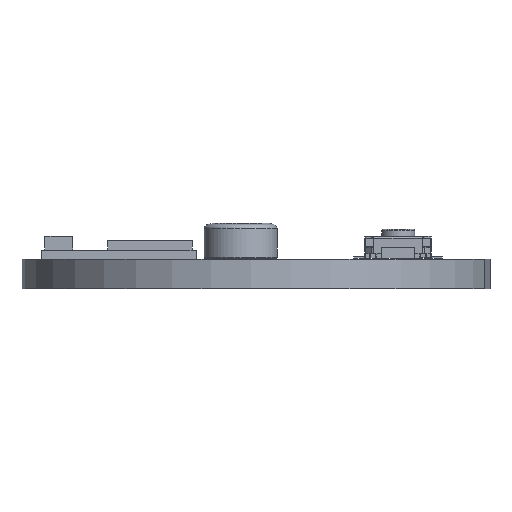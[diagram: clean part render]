
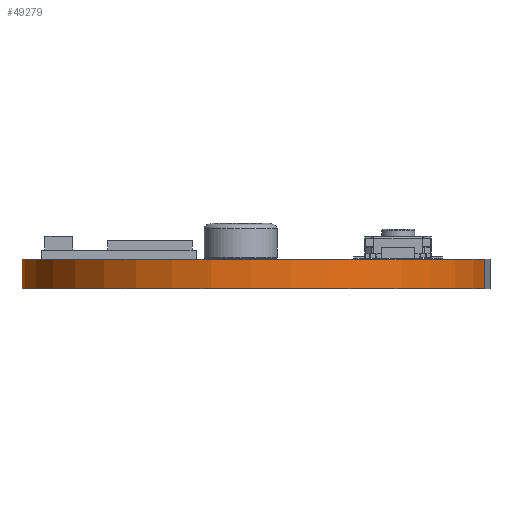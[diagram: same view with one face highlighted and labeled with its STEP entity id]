
A CAD part, front view. The second image highlights one B-rep face of the part: STEP entity #49279.
In plain terms, the highlighted cylindrical face has radius 12.7 mm (diameter 25.4 mm), a partial arc.
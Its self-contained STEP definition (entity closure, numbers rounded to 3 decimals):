
#49279 = ADVANCED_FACE('',(#49280),#49294,.T.);
#49280 = FACE_BOUND('',#49281,.F.);
#49281 = EDGE_LOOP('',(#49282,#49317,#49346,#49369));
#49282 = ORIENTED_EDGE('',*,*,#49283,.T.);
#49283 = EDGE_CURVE('',#49284,#49286,#49288,.T.);
#49284 = VERTEX_POINT('',#49285);
#49285 = CARTESIAN_POINT('',(-12.7,0.,0.));
#49286 = VERTEX_POINT('',#49287);
#49287 = CARTESIAN_POINT('',(-12.7,0.,1.6));
#49288 = SURFACE_CURVE('',#49289,(#49293,#49305),.PCURVE_S1.);
#49289 = LINE('',#49290,#49291);
#49290 = CARTESIAN_POINT('',(-12.7,0.,0.));
#49291 = VECTOR('',#49292,1.);
#49292 = DIRECTION('',(0.,0.,1.));
#49293 = PCURVE('',#49294,#49299);
#49294 = CYLINDRICAL_SURFACE('',#49295,12.7);
#49295 = AXIS2_PLACEMENT_3D('',#49296,#49297,#49298);
#49296 = CARTESIAN_POINT('',(0.,0.,0.));
#49297 = DIRECTION('',(-0.,-0.,-1.));
#49298 = DIRECTION('',(1.,0.,-0.));
#49299 = DEFINITIONAL_REPRESENTATION('',(#49300),#49304);
#49300 = LINE('',#49301,#49302);
#49301 = CARTESIAN_POINT('',(-3.142,0.));
#49302 = VECTOR('',#49303,1.);
#49303 = DIRECTION('',(-0.,-1.));
#49304 = ( GEOMETRIC_REPRESENTATION_CONTEXT(2) 
PARAMETRIC_REPRESENTATION_CONTEXT() REPRESENTATION_CONTEXT('2D SPACE',''
  ) );
#49305 = PCURVE('',#49306,#49311);
#49306 = CYLINDRICAL_SURFACE('',#49307,12.7);
#49307 = AXIS2_PLACEMENT_3D('',#49308,#49309,#49310);
#49308 = CARTESIAN_POINT('',(0.,0.,0.));
#49309 = DIRECTION('',(-0.,-0.,-1.));
#49310 = DIRECTION('',(1.,0.,-0.));
#49311 = DEFINITIONAL_REPRESENTATION('',(#49312),#49316);
#49312 = LINE('',#49313,#49314);
#49313 = CARTESIAN_POINT('',(-9.425,0.));
#49314 = VECTOR('',#49315,1.);
#49315 = DIRECTION('',(-0.,-1.));
#49316 = ( GEOMETRIC_REPRESENTATION_CONTEXT(2) 
PARAMETRIC_REPRESENTATION_CONTEXT() REPRESENTATION_CONTEXT('2D SPACE',''
  ) );
#49317 = ORIENTED_EDGE('',*,*,#49318,.T.);
#49318 = EDGE_CURVE('',#49286,#49319,#49321,.T.);
#49319 = VERTEX_POINT('',#49320);
#49320 = CARTESIAN_POINT('',(12.41,-2.7,1.6));
#49321 = SURFACE_CURVE('',#49322,(#49327,#49334),.PCURVE_S1.);
#49322 = CIRCLE('',#49323,12.7);
#49323 = AXIS2_PLACEMENT_3D('',#49324,#49325,#49326);
#49324 = CARTESIAN_POINT('',(0.,0.,1.6)
  );
#49325 = DIRECTION('',(0.,0.,1.));
#49326 = DIRECTION('',(1.,0.,-0.));
#49327 = PCURVE('',#49294,#49328);
#49328 = DEFINITIONAL_REPRESENTATION('',(#49329),#49333);
#49329 = LINE('',#49330,#49331);
#49330 = CARTESIAN_POINT('',(-0.,-1.6));
#49331 = VECTOR('',#49332,1.);
#49332 = DIRECTION('',(-1.,0.));
#49333 = ( GEOMETRIC_REPRESENTATION_CONTEXT(2) 
PARAMETRIC_REPRESENTATION_CONTEXT() REPRESENTATION_CONTEXT('2D SPACE',''
  ) );
#49334 = PCURVE('',#49335,#49340);
#49335 = PLANE('',#49336);
#49336 = AXIS2_PLACEMENT_3D('',#49337,#49338,#49339);
#49337 = CARTESIAN_POINT('',(-0.016,-0.149,1.6));
#49338 = DIRECTION('',(0.,0.,1.));
#49339 = DIRECTION('',(1.,0.,-0.));
#49340 = DEFINITIONAL_REPRESENTATION('',(#49341),#49345);
#49341 = CIRCLE('',#49342,12.7);
#49342 = AXIS2_PLACEMENT_2D('',#49343,#49344);
#49343 = CARTESIAN_POINT('',(0.016,0.149));
#49344 = DIRECTION('',(1.,0.));
#49345 = ( GEOMETRIC_REPRESENTATION_CONTEXT(2) 
PARAMETRIC_REPRESENTATION_CONTEXT() REPRESENTATION_CONTEXT('2D SPACE',''
  ) );
#49346 = ORIENTED_EDGE('',*,*,#49347,.F.);
#49347 = EDGE_CURVE('',#49348,#49319,#49350,.T.);
#49348 = VERTEX_POINT('',#49349);
#49349 = CARTESIAN_POINT('',(12.41,-2.7,0.));
#49350 = SURFACE_CURVE('',#49351,(#49355,#49362),.PCURVE_S1.);
#49351 = LINE('',#49352,#49353);
#49352 = CARTESIAN_POINT('',(12.41,-2.7,0.));
#49353 = VECTOR('',#49354,1.);
#49354 = DIRECTION('',(0.,0.,1.));
#49355 = PCURVE('',#49294,#49356);
#49356 = DEFINITIONAL_REPRESENTATION('',(#49357),#49361);
#49357 = LINE('',#49358,#49359);
#49358 = CARTESIAN_POINT('',(-6.069,0.));
#49359 = VECTOR('',#49360,1.);
#49360 = DIRECTION('',(-0.,-1.));
#49361 = ( GEOMETRIC_REPRESENTATION_CONTEXT(2) 
PARAMETRIC_REPRESENTATION_CONTEXT() REPRESENTATION_CONTEXT('2D SPACE',''
  ) );
#49362 = PCURVE('',#49306,#49363);
#49363 = DEFINITIONAL_REPRESENTATION('',(#49364),#49368);
#49364 = LINE('',#49365,#49366);
#49365 = CARTESIAN_POINT('',(-6.069,0.));
#49366 = VECTOR('',#49367,1.);
#49367 = DIRECTION('',(-0.,-1.));
#49368 = ( GEOMETRIC_REPRESENTATION_CONTEXT(2) 
PARAMETRIC_REPRESENTATION_CONTEXT() REPRESENTATION_CONTEXT('2D SPACE',''
  ) );
#49369 = ORIENTED_EDGE('',*,*,#49370,.F.);
#49370 = EDGE_CURVE('',#49284,#49348,#49371,.T.);
#49371 = SURFACE_CURVE('',#49372,(#49377,#49384),.PCURVE_S1.);
#49372 = CIRCLE('',#49373,12.7);
#49373 = AXIS2_PLACEMENT_3D('',#49374,#49375,#49376);
#49374 = CARTESIAN_POINT('',(0.,0.,0.));
#49375 = DIRECTION('',(0.,0.,1.));
#49376 = DIRECTION('',(1.,0.,-0.));
#49377 = PCURVE('',#49294,#49378);
#49378 = DEFINITIONAL_REPRESENTATION('',(#49379),#49383);
#49379 = LINE('',#49380,#49381);
#49380 = CARTESIAN_POINT('',(-0.,0.));
#49381 = VECTOR('',#49382,1.);
#49382 = DIRECTION('',(-1.,0.));
#49383 = ( GEOMETRIC_REPRESENTATION_CONTEXT(2) 
PARAMETRIC_REPRESENTATION_CONTEXT() REPRESENTATION_CONTEXT('2D SPACE',''
  ) );
#49384 = PCURVE('',#49385,#49390);
#49385 = PLANE('',#49386);
#49386 = AXIS2_PLACEMENT_3D('',#49387,#49388,#49389);
#49387 = CARTESIAN_POINT('',(-0.016,-0.149,0.));
#49388 = DIRECTION('',(0.,0.,1.));
#49389 = DIRECTION('',(1.,0.,-0.));
#49390 = DEFINITIONAL_REPRESENTATION('',(#49391),#49395);
#49391 = CIRCLE('',#49392,12.7);
#49392 = AXIS2_PLACEMENT_2D('',#49393,#49394);
#49393 = CARTESIAN_POINT('',(0.016,0.149));
#49394 = DIRECTION('',(1.,0.));
#49395 = ( GEOMETRIC_REPRESENTATION_CONTEXT(2) 
PARAMETRIC_REPRESENTATION_CONTEXT() REPRESENTATION_CONTEXT('2D SPACE',''
  ) );
